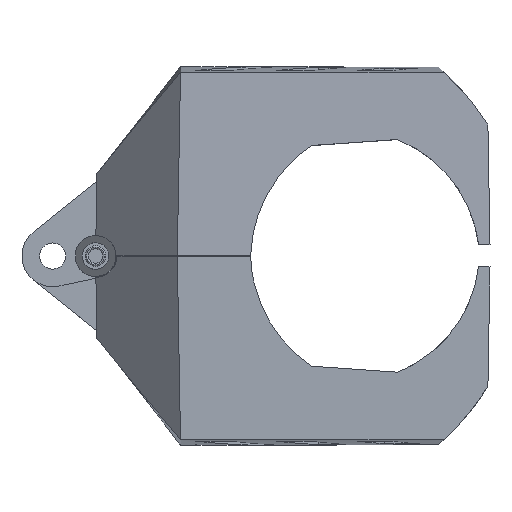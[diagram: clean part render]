
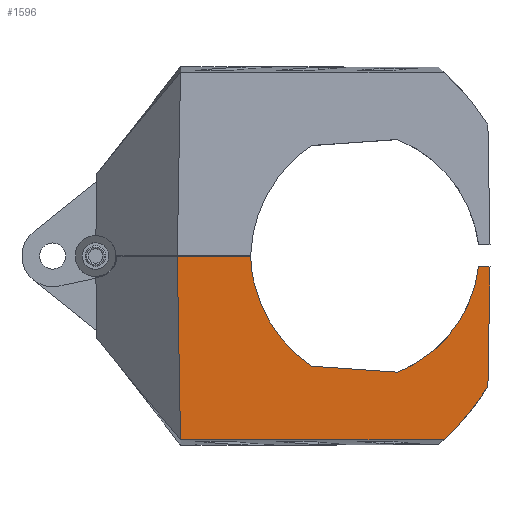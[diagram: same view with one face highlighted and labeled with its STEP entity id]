
A CAD part, top view. The second image highlights one B-rep face of the part: STEP entity #1596.
In plain terms, the highlighted face is planar.
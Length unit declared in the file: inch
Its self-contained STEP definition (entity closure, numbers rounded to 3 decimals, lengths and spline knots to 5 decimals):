
#355=ELLIPSE('',#4644,3.12548,3.125);
#356=ELLIPSE('',#4645,1.58398,1.58373);
#357=ELLIPSE('',#4646,1.68192,1.68167);
#419=LINE('',#6110,#723);
#470=LINE('',#6452,#774);
#477=LINE('',#6472,#781);
#502=LINE('',#6545,#806);
#507=LINE('',#6590,#811);
#508=LINE('',#6593,#812);
#723=VECTOR('',#4996,1.);
#774=VECTOR('',#5121,1.);
#781=VECTOR('',#5134,1.);
#806=VECTOR('',#5181,1.);
#811=VECTOR('',#5200,1.);
#812=VECTOR('',#5203,1.);
#1256=FACE_OUTER_BOUND('',#2018,.T.);
#1445=PLANE('',#4647);
#1596=ADVANCED_FACE('',(#1256),#1445,.T.);
#2018=EDGE_LOOP('',(#2472,#2473,#2474,#2475,#2476,#2477,#2478,#2479,#2480));
#2472=ORIENTED_EDGE('',*,*,#4006,.F.);
#2473=ORIENTED_EDGE('',*,*,#3997,.T.);
#2474=ORIENTED_EDGE('',*,*,#3896,.T.);
#2475=ORIENTED_EDGE('',*,*,#4051,.F.);
#2476=ORIENTED_EDGE('',*,*,#4052,.F.);
#2477=ORIENTED_EDGE('',*,*,#4039,.F.);
#2478=ORIENTED_EDGE('',*,*,#4053,.T.);
#2479=ORIENTED_EDGE('',*,*,#4054,.T.);
#2480=ORIENTED_EDGE('',*,*,#4055,.T.);
#3481=VERTEX_POINT('',#6108);
#3483=VERTEX_POINT('',#6111);
#3575=VERTEX_POINT('',#6453);
#3581=VERTEX_POINT('',#6473);
#3605=VERTEX_POINT('',#6544);
#3606=VERTEX_POINT('',#6546);
#3614=VERTEX_POINT('',#6589);
#3615=VERTEX_POINT('',#6592);
#3616=VERTEX_POINT('',#6594);
#3896=EDGE_CURVE('',#3483,#3481,#419,.T.);
#3997=EDGE_CURVE('',#3575,#3483,#470,.T.);
#4006=EDGE_CURVE('',#3575,#3581,#477,.T.);
#4039=EDGE_CURVE('',#3605,#3606,#502,.T.);
#4051=EDGE_CURVE('',#3614,#3481,#355,.T.);
#4052=EDGE_CURVE('',#3606,#3614,#507,.T.);
#4053=EDGE_CURVE('',#3605,#3615,#356,.T.);
#4054=EDGE_CURVE('',#3615,#3616,#508,.T.);
#4055=EDGE_CURVE('',#3616,#3581,#357,.T.);
#4644=AXIS2_PLACEMENT_3D('',#6588,#5198,#5199);
#4645=AXIS2_PLACEMENT_3D('',#6591,#5201,#5202);
#4646=AXIS2_PLACEMENT_3D('',#6595,#5204,#5205);
#4647=AXIS2_PLACEMENT_3D('',#6596,#5206,#5207);
#4996=DIRECTION('',(-1.,0.,0.));
#5121=DIRECTION('',(-0.017,1.,-0.017));
#5134=DIRECTION('',(-1.,0.,0.));
#5181=DIRECTION('',(-1.,0.,0.));
#5198=DIRECTION('',(0.,-0.017,-1.));
#5199=DIRECTION('',(0.,-1.,0.017));
#5200=DIRECTION('',(0.017,1.,-0.017));
#5201=DIRECTION('',(0.,-0.017,-1.));
#5202=DIRECTION('',(0.,1.,-0.017));
#5203=DIRECTION('',(0.998,-0.07,0.001));
#5204=DIRECTION('',(0.,-0.017,-1.));
#5205=DIRECTION('',(0.,1.,-0.017));
#5206=DIRECTION('',(0.,0.017,1.));
#5207=DIRECTION('',(0.,1.,-0.017));
#6108=CARTESIAN_POINT('',(-4.26511,2.24661,1.21079));
#6110=CARTESIAN_POINT('',(1.8,2.24661,1.21079));
#6111=CARTESIAN_POINT('',(-1.03934,2.24661,1.21079));
#6452=CARTESIAN_POINT('',(-0.99985,-0.01745,1.2503));
#6453=CARTESIAN_POINT('',(-1.00024,0.005,1.24991));
#6472=CARTESIAN_POINT('',(0.,0.005,1.24991));
#6473=CARTESIAN_POINT('',(-1.89677,0.005,1.24991));
#6544=CARTESIAN_POINT('',(-4.68502,0.135,1.24764));
#6545=CARTESIAN_POINT('',(0.,0.135,1.24764));
#6546=CARTESIAN_POINT('',(-4.82528,0.135,1.24764));
#6588=CARTESIAN_POINT('',(-2.14587,-0.05,1.25087));
#6589=CARTESIAN_POINT('',(-4.79971,1.60007,1.22207));
#6590=CARTESIAN_POINT('',(-4.82764,0.,1.25));
#6591=CARTESIAN_POINT('',(-3.11213,-0.05,1.25087));
#6592=CARTESIAN_POINT('',(-3.69331,1.42324,1.22516));
#6593=CARTESIAN_POINT('',(0.08109,1.15931,1.22976));
#6594=CARTESIAN_POINT('',(-2.64587,1.35,1.22644));
#6595=CARTESIAN_POINT('',(-3.57753,-0.05,1.25087));
#6596=CARTESIAN_POINT('',(0.,0.,1.25));
